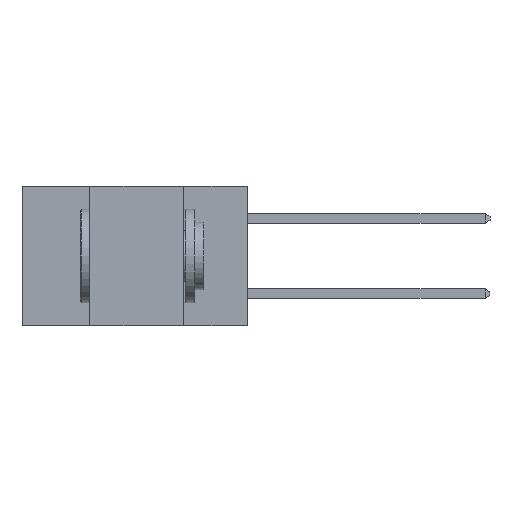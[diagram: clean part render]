
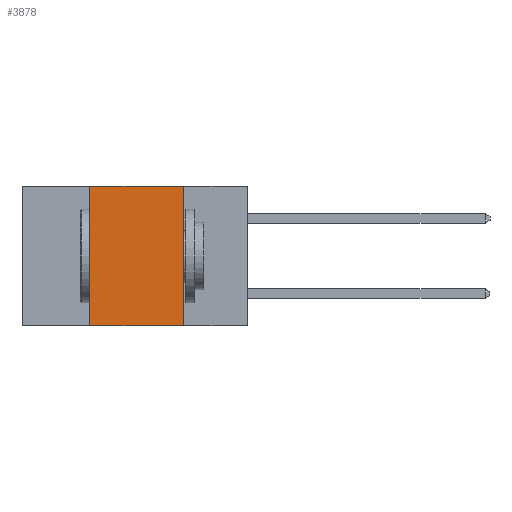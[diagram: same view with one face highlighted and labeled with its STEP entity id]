
A CAD part, left-side view. The second image highlights one B-rep face of the part: STEP entity #3878.
In plain terms, the highlighted planar face has unit normal (-1, 0, 0).
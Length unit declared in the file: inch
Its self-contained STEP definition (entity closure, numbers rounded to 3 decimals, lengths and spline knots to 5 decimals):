
#37 = CARTESIAN_POINT ( 'NONE',  ( 0., 0.6, -0.37 ) ) ;
#1037 = EDGE_LOOP ( 'NONE', ( #8061, #4939, #7763, #4308 ) ) ;
#1092 = DIRECTION ( 'NONE',  ( 1., 0., 0. ) ) ;
#1249 = EDGE_CURVE ( 'NONE', #3785, #6110, #2402, .T. ) ;
#1717 = CARTESIAN_POINT ( 'NONE',  ( 0., 0.42, 0. ) ) ;
#1754 = CARTESIAN_POINT ( 'NONE',  ( 0., 0.17, 0. ) ) ;
#2157 = DIRECTION ( 'NONE',  ( 0., 0., 1. ) ) ;
#2320 = CARTESIAN_POINT ( 'NONE',  ( 0., 0.42, -0.37 ) ) ;
#2402 = LINE ( 'NONE', #37, #11905 ) ;
#2476 = LINE ( 'NONE', #1754, #9872 ) ;
#2832 = CARTESIAN_POINT ( 'NONE',  ( 0., 0.6, 0. ) ) ;
#2885 = VECTOR ( 'NONE', #2157, 39.37008 ) ;
#2897 = FACE_OUTER_BOUND ( 'NONE', #1037, .T. ) ;
#3723 = EDGE_CURVE ( 'NONE', #6093, #6110, #2476, .T. ) ;
#3785 = VERTEX_POINT ( 'NONE', #2320 ) ;
#3878 = ADVANCED_FACE ( 'NONE', ( #2897 ), #11032, .F. ) ;
#4308 = ORIENTED_EDGE ( 'NONE', *, *, #1249, .T. ) ;
#4388 = EDGE_CURVE ( 'NONE', #3785, #11152, #5123, .T. ) ;
#4690 = DIRECTION ( 'NONE',  ( 0., -1., 0. ) ) ;
#4939 = ORIENTED_EDGE ( 'NONE', *, *, #8771, .F. ) ;
#5123 = LINE ( 'NONE', #1717, #2885 ) ;
#5969 = CARTESIAN_POINT ( 'NONE',  ( 0., 0.17, 0. ) ) ;
#6090 = CARTESIAN_POINT ( 'NONE',  ( 0., 0.17, -0.37 ) ) ;
#6093 = VERTEX_POINT ( 'NONE', #5969 ) ;
#6110 = VERTEX_POINT ( 'NONE', #6090 ) ;
#7583 = AXIS2_PLACEMENT_3D ( 'NONE', #2832, #1092, #10001 ) ;
#7763 = ORIENTED_EDGE ( 'NONE', *, *, #4388, .F. ) ;
#8061 = ORIENTED_EDGE ( 'NONE', *, *, #3723, .F. ) ;
#8771 = EDGE_CURVE ( 'NONE', #11152, #6093, #11156, .T. ) ;
#9118 = CARTESIAN_POINT ( 'NONE',  ( 0., 0.6, 0. ) ) ;
#9361 = CARTESIAN_POINT ( 'NONE',  ( 0., 0.42, 0. ) ) ;
#9586 = DIRECTION ( 'NONE',  ( 0., -1., 0. ) ) ;
#9872 = VECTOR ( 'NONE', #10047, 39.37008 ) ;
#10001 = DIRECTION ( 'NONE',  ( 0., 0., -1. ) ) ;
#10047 = DIRECTION ( 'NONE',  ( 0., 0., -1. ) ) ;
#10877 = VECTOR ( 'NONE', #9586, 39.37008 ) ;
#11032 = PLANE ( 'NONE',  #7583 ) ;
#11152 = VERTEX_POINT ( 'NONE', #9361 ) ;
#11156 = LINE ( 'NONE', #9118, #10877 ) ;
#11905 = VECTOR ( 'NONE', #4690, 39.37008 ) ;
